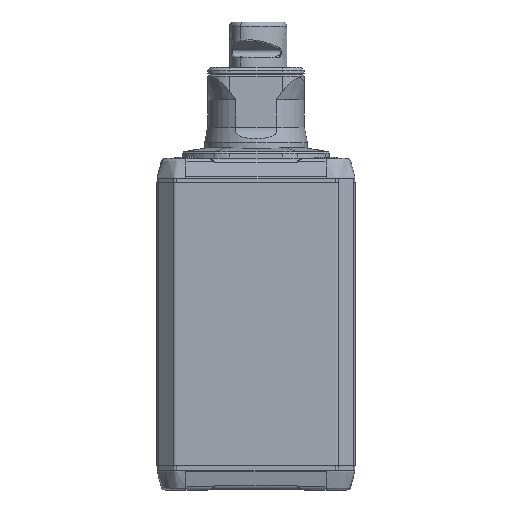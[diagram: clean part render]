
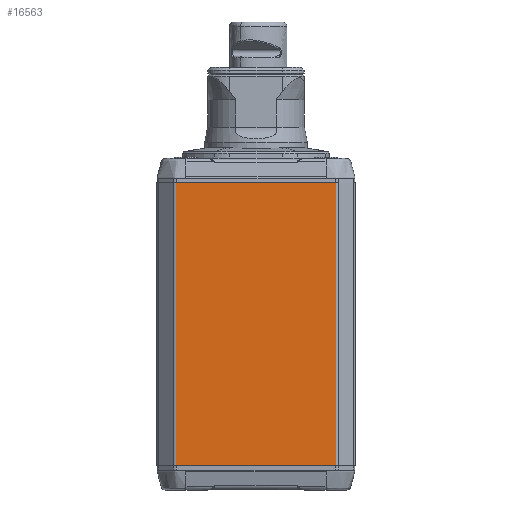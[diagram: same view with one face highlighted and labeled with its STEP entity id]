
A CAD part, left-side view. The second image highlights one B-rep face of the part: STEP entity #16563.
In plain terms, the highlighted planar face has unit normal (-1, 0, 0).
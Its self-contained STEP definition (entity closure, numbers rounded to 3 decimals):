
#1148=PLANE('',#17841);
#1670=FACE_OUTER_BOUND('',#2830,.T.);
#2830=EDGE_LOOP('',(#11681,#11682,#11683,#11684,#11685));
#3980=LINE('',#27206,#4961);
#3982=LINE('',#27210,#4963);
#3983=LINE('',#27212,#4964);
#3984=LINE('',#27213,#4965);
#4961=VECTOR('',#20404,10.);
#4963=VECTOR('',#20408,10.);
#4964=VECTOR('',#20409,10.);
#4965=VECTOR('',#20410,10.);
#5903=CIRCLE('',#17842,3.);
#7033=VERTEX_POINT('',#27137);
#7060=VERTEX_POINT('',#27203);
#7061=VERTEX_POINT('',#27205);
#7062=VERTEX_POINT('',#27209);
#7063=VERTEX_POINT('',#27211);
#8719=EDGE_CURVE('',#7061,#7060,#3980,.T.);
#8721=EDGE_CURVE('',#7061,#7062,#3982,.T.);
#8722=EDGE_CURVE('',#7063,#7060,#3983,.F.);
#8723=EDGE_CURVE('',#7033,#7063,#3984,.T.);
#8724=EDGE_CURVE('',#7062,#7033,#5903,.T.);
#11681=ORIENTED_EDGE('',*,*,#8721,.F.);
#11682=ORIENTED_EDGE('',*,*,#8719,.T.);
#11683=ORIENTED_EDGE('',*,*,#8722,.F.);
#11684=ORIENTED_EDGE('',*,*,#8723,.F.);
#11685=ORIENTED_EDGE('',*,*,#8724,.F.);
#16563=ADVANCED_FACE('',(#1670),#1148,.T.);
#17841=AXIS2_PLACEMENT_3D('',#27208,#20406,#20407);
#17842=AXIS2_PLACEMENT_3D('',#27214,#20411,#20412);
#20404=DIRECTION('',(0.,0.,-1.));
#20406=DIRECTION('center_axis',(-1.,0.,0.));
#20407=DIRECTION('ref_axis',(0.,1.,0.));
#20408=DIRECTION('',(0.,-1.,0.));
#20409=DIRECTION('',(0.,-1.,0.));
#20410=DIRECTION('',(0.,0.,-1.));
#20411=DIRECTION('center_axis',(0.,0.,1.));
#20412=DIRECTION('ref_axis',(-1.,0.,0.));
#27137=CARTESIAN_POINT('',(-67.5,-54.257,100.));
#27203=CARTESIAN_POINT('',(-67.5,54.257,-93.));
#27205=CARTESIAN_POINT('',(-67.5,54.257,100.));
#27206=CARTESIAN_POINT('',(-67.5,54.257,100.));
#27208=CARTESIAN_POINT('Origin',(-67.5,-54.257,100.));
#27209=CARTESIAN_POINT('',(-67.5,-54.256,100.));
#27210=CARTESIAN_POINT('',(-67.5,54.258,100.));
#27211=CARTESIAN_POINT('',(-67.5,-54.257,-93.));
#27212=CARTESIAN_POINT('',(-67.5,-27.129,-93.));
#27213=CARTESIAN_POINT('',(-67.5,-54.257,100.));
#27214=CARTESIAN_POINT('Origin',(-64.5,-54.256,100.));
